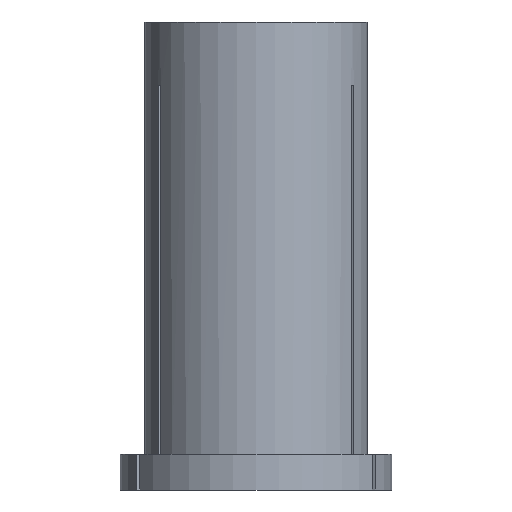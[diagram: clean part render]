
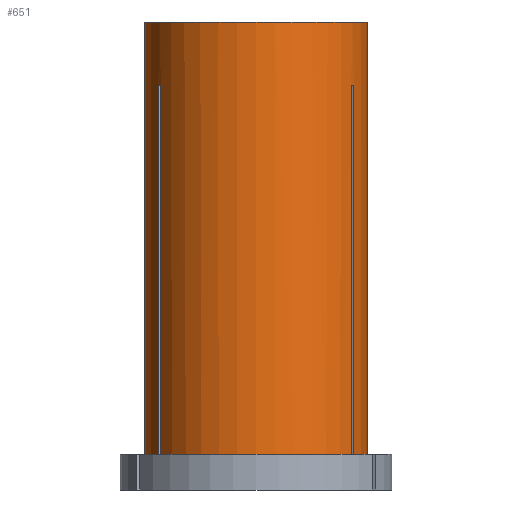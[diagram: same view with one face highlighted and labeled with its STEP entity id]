
A CAD part, front view. The second image highlights one B-rep face of the part: STEP entity #651.
In plain terms, the highlighted cylindrical face has radius 12.5 mm (diameter 25 mm), a partial arc.
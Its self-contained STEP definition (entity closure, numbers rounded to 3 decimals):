
#4 = LINE ( 'NONE', #1158, #549 ) ;
#31 = VERTEX_POINT ( 'NONE', #122 ) ;
#87 = CARTESIAN_POINT ( 'NONE',  ( 0., 0., -48.5 ) ) ;
#88 = CARTESIAN_POINT ( 'NONE',  ( -10.672, -6.508, -7.094 ) ) ;
#101 = EDGE_CURVE ( 'NONE', #1464, #891, #383, .T. ) ;
#105 = CARTESIAN_POINT ( 'NONE',  ( 10.672, -6.508, -48.5 ) ) ;
#117 = CARTESIAN_POINT ( 'NONE',  ( -10.827, -6.25, -7.092 ) ) ;
#122 = CARTESIAN_POINT ( 'NONE',  ( -12.5, 0., 0. ) ) ;
#165 = CARTESIAN_POINT ( 'NONE',  ( -10.672, -6.508, -48.5 ) ) ;
#168 = VERTEX_POINT ( 'NONE', #582 ) ;
#169 = VECTOR ( 'NONE', #864, 1000. ) ;
#207 = CARTESIAN_POINT ( 'NONE',  ( -10.972, -5.988, 0. ) ) ;
#216 = CARTESIAN_POINT ( 'NONE',  ( 10.672, -6.508, -7.094 ) ) ;
#266 = VERTEX_POINT ( 'NONE', #105 ) ;
#273 = VERTEX_POINT ( 'NONE', #1530 ) ;
#274 = VERTEX_POINT ( 'NONE', #165 ) ;
#337 = CARTESIAN_POINT ( 'NONE',  ( -10.924, -6.076, -7.093 ) ) ;
#364 = CARTESIAN_POINT ( 'NONE',  ( 12.5, 0., 0. ) ) ;
#383 = B_SPLINE_CURVE_WITH_KNOTS ( 'NONE', 3,
 ( #216, #620, #771, #1150, #875 ),
 .UNSPECIFIED., .F., .F.,
 ( 4, 1, 4 ),
 ( 0.074, 0.074, 0.075 ),
 .UNSPECIFIED. ) ;
#387 = EDGE_LOOP ( 'NONE', ( #1208, #533, #765, #780, #1272, #474, #896, #736, #747, #1182, #1395, #833 ) ) ;
#389 = DIRECTION ( 'NONE',  ( 1., 0., 0. ) ) ;
#390 = VECTOR ( 'NONE', #859, 1000. ) ;
#417 = CARTESIAN_POINT ( 'NONE',  ( 10.972, -5.988, -7.094 ) ) ;
#438 = CARTESIAN_POINT ( 'NONE',  ( -10.672, -6.508, -7.094 ) ) ;
#451 = CARTESIAN_POINT ( 'NONE',  ( -10.724, -6.422, -7.093 ) ) ;
#474 = ORIENTED_EDGE ( 'NONE', *, *, #670, .T. ) ;
#496 = CARTESIAN_POINT ( 'NONE',  ( -10.972, -5.988, -7.094 ) ) ;
#521 = CARTESIAN_POINT ( 'NONE',  ( -12.5, 0., 0. ) ) ;
#533 = ORIENTED_EDGE ( 'NONE', *, *, #1211, .T. ) ;
#534 = FACE_OUTER_BOUND ( 'NONE', #387, .T. ) ;
#549 = VECTOR ( 'NONE', #1038, 1000. ) ;
#566 = DIRECTION ( 'NONE',  ( 0., 0., 1. ) ) ;
#579 = DIRECTION ( 'NONE',  ( 1., 0., 0. ) ) ;
#582 = CARTESIAN_POINT ( 'NONE',  ( 10.972, -5.988, -48.5 ) ) ;
#592 = EDGE_CURVE ( 'NONE', #782, #31, #955, .T. ) ;
#613 = AXIS2_PLACEMENT_3D ( 'NONE', #795, #1271, #579 ) ;
#615 = VERTEX_POINT ( 'NONE', #496 ) ;
#620 = CARTESIAN_POINT ( 'NONE',  ( 10.724, -6.423, -7.093 ) ) ;
#624 = VERTEX_POINT ( 'NONE', #88 ) ;
#627 = AXIS2_PLACEMENT_3D ( 'NONE', #87, #748, #1375 ) ;
#651 = ADVANCED_FACE ( 'NONE', ( #534 ), #1354, .T. ) ;
#670 = EDGE_CURVE ( 'NONE', #274, #266, #909, .T. ) ;
#683 = DIRECTION ( 'NONE',  ( 0., 0., 1. ) ) ;
#696 = AXIS2_PLACEMENT_3D ( 'NONE', #966, #1101, #1469 ) ;
#708 = AXIS2_PLACEMENT_3D ( 'NONE', #973, #1067, #389 ) ;
#714 = CARTESIAN_POINT ( 'NONE',  ( -12.5, 0., -48.5 ) ) ;
#735 = EDGE_CURVE ( 'NONE', #168, #891, #4, .T. ) ;
#736 = ORIENTED_EDGE ( 'NONE', *, *, #101, .T. ) ;
#747 = ORIENTED_EDGE ( 'NONE', *, *, #735, .F. ) ;
#748 = DIRECTION ( 'NONE',  ( 0., 0., 1. ) ) ;
#765 = ORIENTED_EDGE ( 'NONE', *, *, #922, .T. ) ;
#771 = CARTESIAN_POINT ( 'NONE',  ( 10.826, -6.251, -7.092 ) ) ;
#780 = ORIENTED_EDGE ( 'NONE', *, *, #1189, .T. ) ;
#782 = VERTEX_POINT ( 'NONE', #714 ) ;
#795 = CARTESIAN_POINT ( 'NONE',  ( 0., 0., -48.5 ) ) ;
#811 = EDGE_CURVE ( 'NONE', #274, #624, #900, .T. ) ;
#833 = ORIENTED_EDGE ( 'NONE', *, *, #1004, .F. ) ;
#851 = VECTOR ( 'NONE', #1500, 1000. ) ;
#852 = CARTESIAN_POINT ( 'NONE',  ( -10.672, -6.508, 0. ) ) ;
#859 = DIRECTION ( 'NONE',  ( 0., 0., 1. ) ) ;
#864 = DIRECTION ( 'NONE',  ( 0., 0., 1. ) ) ;
#866 = VERTEX_POINT ( 'NONE', #1381 ) ;
#875 = CARTESIAN_POINT ( 'NONE',  ( 10.972, -5.988, -7.094 ) ) ;
#891 = VERTEX_POINT ( 'NONE', #417 ) ;
#896 = ORIENTED_EDGE ( 'NONE', *, *, #1224, .T. ) ;
#900 = LINE ( 'NONE', #852, #851 ) ;
#905 = LINE ( 'NONE', #1378, #390 ) ;
#909 = CIRCLE ( 'NONE', #627, 12.5 ) ;
#922 = EDGE_CURVE ( 'NONE', #273, #615, #1214, .T. ) ;
#942 = CARTESIAN_POINT ( 'NONE',  ( -10.972, -5.988, -7.094 ) ) ;
#955 = LINE ( 'NONE', #521, #1022 ) ;
#963 = CIRCLE ( 'NONE', #1322, 12.5 ) ;
#966 = CARTESIAN_POINT ( 'NONE',  ( 0., 0., 0. ) ) ;
#973 = CARTESIAN_POINT ( 'NONE',  ( 0., 0., 0. ) ) ;
#979 = CIRCLE ( 'NONE', #696, 12.5 ) ;
#1004 = EDGE_CURVE ( 'NONE', #31, #1268, #979, .T. ) ;
#1022 = VECTOR ( 'NONE', #566, 1000. ) ;
#1038 = DIRECTION ( 'NONE',  ( 0., 0., 1. ) ) ;
#1045 = LINE ( 'NONE', #1193, #1463 ) ;
#1056 = CARTESIAN_POINT ( 'NONE',  ( 0., 0., -48.5 ) ) ;
#1063 = DIRECTION ( 'NONE',  ( 0., 0., 1. ) ) ;
#1067 = DIRECTION ( 'NONE',  ( 0., 0., 1. ) ) ;
#1101 = DIRECTION ( 'NONE',  ( 0., 0., 1. ) ) ;
#1125 = B_SPLINE_CURVE_WITH_KNOTS ( 'NONE', 3,
 ( #942, #337, #117, #451, #438 ),
 .UNSPECIFIED., .F., .F.,
 ( 4, 1, 4 ),
 ( 0.068, 0.068, 0.068 ),
 .UNSPECIFIED. ) ;
#1149 = EDGE_CURVE ( 'NONE', #168, #866, #963, .T. ) ;
#1150 = CARTESIAN_POINT ( 'NONE',  ( 10.924, -6.076, -7.093 ) ) ;
#1158 = CARTESIAN_POINT ( 'NONE',  ( 10.972, -5.988, 0. ) ) ;
#1182 = ORIENTED_EDGE ( 'NONE', *, *, #1149, .T. ) ;
#1189 = EDGE_CURVE ( 'NONE', #615, #624, #1125, .T. ) ;
#1193 = CARTESIAN_POINT ( 'NONE',  ( 10.672, -6.508, 0. ) ) ;
#1208 = ORIENTED_EDGE ( 'NONE', *, *, #592, .F. ) ;
#1211 = EDGE_CURVE ( 'NONE', #782, #273, #1260, .T. ) ;
#1214 = LINE ( 'NONE', #207, #169 ) ;
#1224 = EDGE_CURVE ( 'NONE', #266, #1464, #1045, .T. ) ;
#1260 = CIRCLE ( 'NONE', #613, 12.5 ) ;
#1268 = VERTEX_POINT ( 'NONE', #364 ) ;
#1271 = DIRECTION ( 'NONE',  ( 0., 0., 1. ) ) ;
#1272 = ORIENTED_EDGE ( 'NONE', *, *, #811, .F. ) ;
#1314 = CARTESIAN_POINT ( 'NONE',  ( 10.672, -6.508, -7.094 ) ) ;
#1322 = AXIS2_PLACEMENT_3D ( 'NONE', #1056, #683, #1498 ) ;
#1354 = CYLINDRICAL_SURFACE ( 'NONE', #708, 12.5 ) ;
#1375 = DIRECTION ( 'NONE',  ( 1., 0., 0. ) ) ;
#1378 = CARTESIAN_POINT ( 'NONE',  ( 12.5, 0., 0. ) ) ;
#1381 = CARTESIAN_POINT ( 'NONE',  ( 12.5, 0., -48.5 ) ) ;
#1395 = ORIENTED_EDGE ( 'NONE', *, *, #1397, .T. ) ;
#1397 = EDGE_CURVE ( 'NONE', #866, #1268, #905, .T. ) ;
#1463 = VECTOR ( 'NONE', #1063, 1000. ) ;
#1464 = VERTEX_POINT ( 'NONE', #1314 ) ;
#1469 = DIRECTION ( 'NONE',  ( 1., 0., 0. ) ) ;
#1498 = DIRECTION ( 'NONE',  ( 1., 0., 0. ) ) ;
#1500 = DIRECTION ( 'NONE',  ( 0., 0., 1. ) ) ;
#1530 = CARTESIAN_POINT ( 'NONE',  ( -10.972, -5.988, -48.5 ) ) ;
